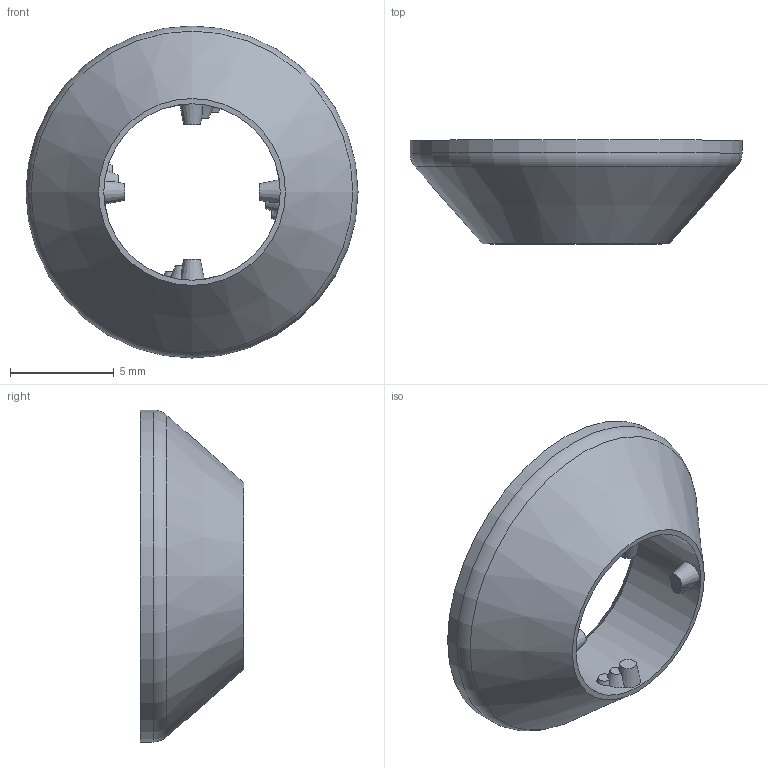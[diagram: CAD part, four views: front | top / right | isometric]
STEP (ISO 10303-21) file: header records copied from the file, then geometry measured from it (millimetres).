
FILE_DESCRIPTION(/* description */ (''),/* implementation_level */ '2;1');
FILE_NAME(/* name */ 'Z-ScrewCover-2x-2.0.step',/* time_stamp */ '2018-02-24T16:09:04+01:00',/* author */ ('wolfgang.schadow'),/* organization */ (''),/* preprocessor_version */ 'ST-DEVELOPER v16.13',/* originating_system */ 'Autodesk Translation Framework v6.5.0.72',/* authorisation */ '');
FILE_SCHEMA (('AUTOMOTIVE_DESIGN { 1 0 10303 214 3 1 1 }'));
Length unit declared in the file: millimetre
Products named in the file (1): Z-ScrewCover-2x-1.1 v2 v1
Bounding box: 16 x 5 x 16 mm (x, y, z)
Volume: 421.2 mm3; surface area: 546.1 mm2
Topology: 1 solids, 1 shells, 31 faces, 91 edges, 65 vertices
Faces by surface type: cone 14, plane 14, cylinder 2, torus 1
Full cylindrical faces by diameter (mm): 8.5 x1, 16 x1
Entity records: 1399 total; most frequent: CARTESIAN_POINT 564, ORIENTED_EDGE 182, DIRECTION 149, EDGE_CURVE 91, AXIS2_PLACEMENT_3D 70, VERTEX_POINT 65, B_SPLINE_CURVE_WITH_KNOTS 44, CIRCLE 38
